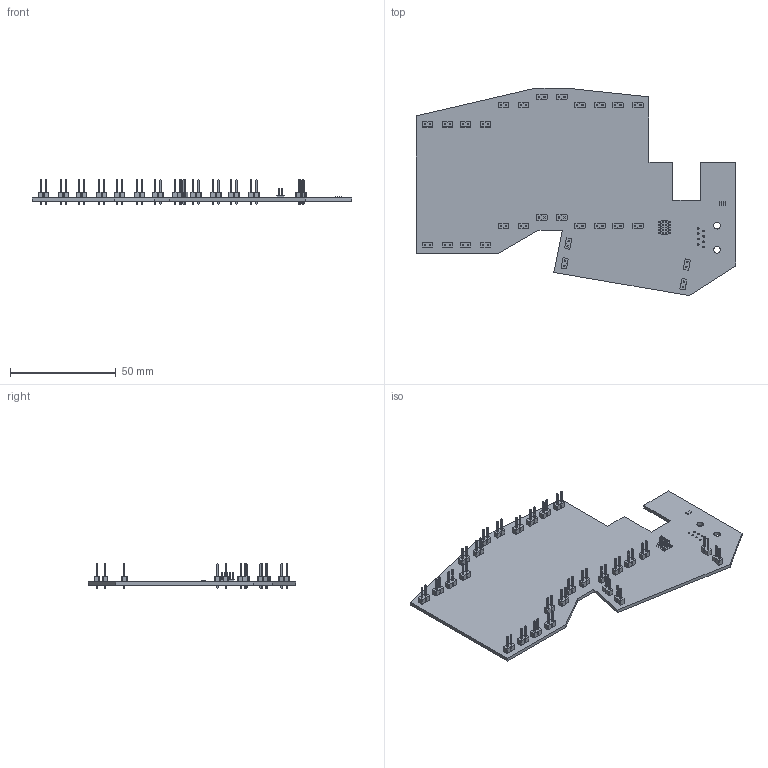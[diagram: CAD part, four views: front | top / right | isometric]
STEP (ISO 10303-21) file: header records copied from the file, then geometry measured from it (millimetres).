
FILE_DESCRIPTION(('KiCad electronic assembly'),'2;1');
FILE_NAME('jolt2-tiny2040-left.step','2024-12-16T17:04:41',('Pcbnew'),( 'Kicad'),'Open CASCADE STEP processor 7.7','KiCad to STEP converter' ,'Unknown');
FILE_SCHEMA(('AUTOMOTIVE_DESIGN { 1 0 10303 214 1 1 1 1 }'));
Length unit declared in the file: millimetre
Products named in the file (8): jolt2-tiny2040-left 1; PinHeader_1x02_P2.54mm_Vertical; PinHeader_1x02_P254mm_Vertical; R_0603_1608Metric; PinHeader_2x05_P1.27mm_Vertical_SMD; PinHeader_2x05_P127mm_Vertical_SMD; jolt2-tiny2040-left_PCB
Assembly tree (35 placements, depth 3):
  jolt2-tiny2040-left 1
    PinHeader_1x02_P2.54mm_Vertical  x28
      PinHeader_1x02_P254mm_Vertical
    R_0603_1608Metric  x2
      R_0603_1608Metric
    PinHeader_2x05_P1.27mm_Vertical_SMD
      PinHeader_2x05_P127mm_Vertical_SMD
    jolt2-tiny2040-left_PCB
Bounding box: 151 x 98 x 11.54 mm (x, y, z)
Volume: 18080.1 mm3; surface area: 25550.8 mm2
Topology: 32 solids, 32 shells, 1817 faces, 4357 edges, 2726 vertices
Faces by surface type: plane 1725, cylinder 92
Full cylindrical faces by diameter (mm): 0.76 x8, 1 x56, 3.2 x2
Entity records: 14286 total; most frequent: CARTESIAN_POINT 2048, DIRECTION 2009, ORIENTED_EDGE 1990, EDGE_CURVE 995, LINE 827, VECTOR 827, VERTEX_POINT 630, AXIS2_PLACEMENT_3D 591
